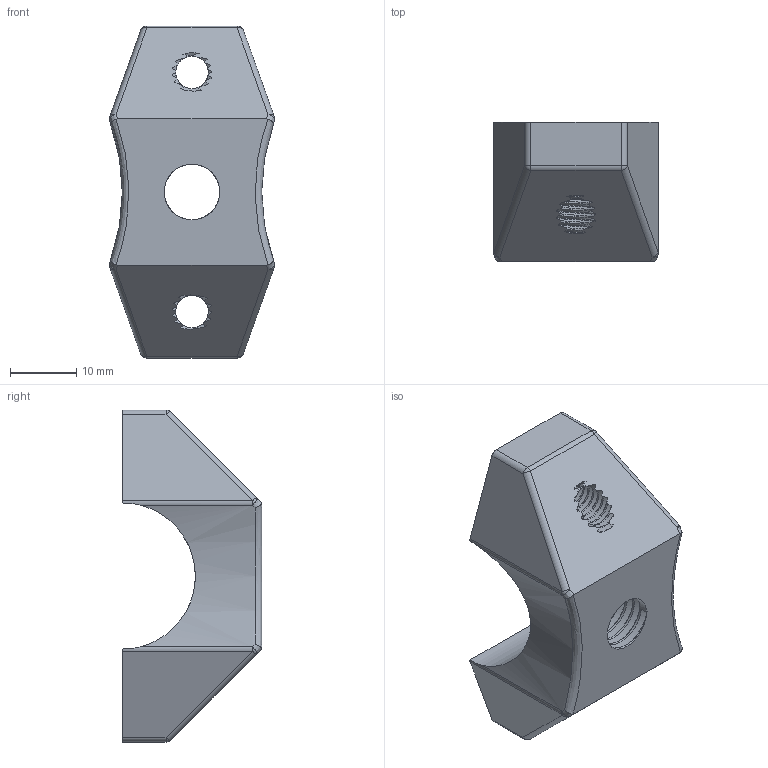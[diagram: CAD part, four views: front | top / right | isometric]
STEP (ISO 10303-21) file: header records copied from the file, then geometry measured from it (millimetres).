
FILE_DESCRIPTION (( 'STEP AP214' ), '1' );
FILE_NAME ('Pontet 650DR 2 Quantité.STEP', '2019-05-06T16:35:26', ( '' ), ( '' ), 'SwSTEP 2.0', 'SolidWorks 2019', '' );
FILE_SCHEMA (( 'AUTOMOTIVE_DESIGN' ));
Length unit declared in the file: millimetre
Products named in the file (1): Pontet 650DR 2 Quantité
Bounding box: 24.88 x 21 x 50 mm (x, y, z)
Volume: 12979.8 mm3; surface area: 5208.8 mm2
Topology: 1 solids, 1 shells, 166 faces, 473 edges, 304 vertices
Faces by surface type: cylinder 95, bspline 49, plane 14, sphere 8
Entity records: 33214 total; most frequent: CARTESIAN_POINT 29869, ORIENTED_EDGE 930, EDGE_CURVE 465, DIRECTION 432, VERTEX_POINT 300, EDGE_LOOP 173, ADVANCED_FACE 166, FACE_OUTER_BOUND 166
